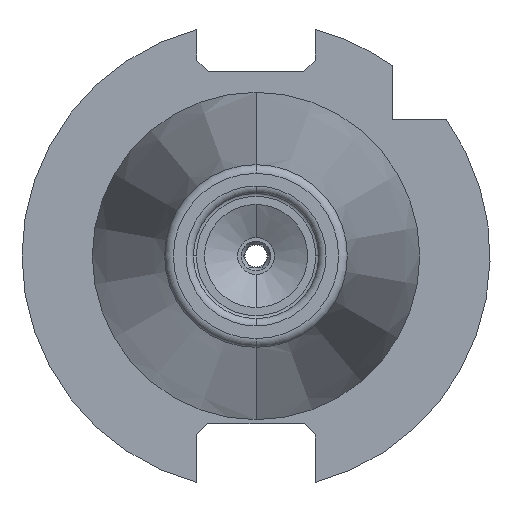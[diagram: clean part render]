
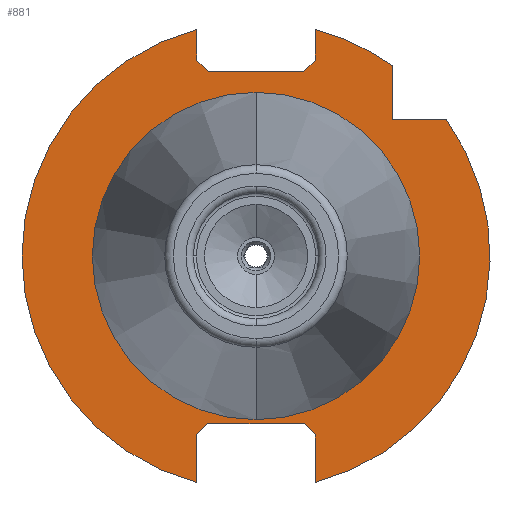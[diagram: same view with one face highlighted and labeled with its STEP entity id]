
A CAD part, left-side view. The second image highlights one B-rep face of the part: STEP entity #881.
In plain terms, the highlighted planar face has unit normal (-1, 0, 0).
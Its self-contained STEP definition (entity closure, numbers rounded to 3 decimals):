
#172 = AXIS2_PLACEMENT_3D ( 'NONE', #3805, #3810, #3811 ) ;
#296 = CARTESIAN_POINT ( 'NONE',  ( 71.6, -8.05, 30.738 ) ) ;
#299 = CARTESIAN_POINT ( 'NONE',  ( 71.6, -6.55, -22.8 ) ) ;
#302 = CARTESIAN_POINT ( 'NONE',  ( 71.6, -8.05, -30.738 ) ) ;
#303 = CARTESIAN_POINT ( 'NONE',  ( 71.6, 8.05, -30.738 ) ) ;
#320 = CARTESIAN_POINT ( 'NONE',  ( 71.6, 8.05, 30.738 ) ) ;
#340 = CARTESIAN_POINT ( 'NONE',  ( 71.6, -25.834, 18.5 ) ) ;
#444 = CARTESIAN_POINT ( 'NONE',  ( 71.6, 0., 0. ) ) ;
#445 = DIRECTION ( 'NONE',  ( -1., 0., 0. ) ) ;
#446 = DIRECTION ( 'NONE',  ( 0., 0., 1. ) ) ;
#587 = CARTESIAN_POINT ( 'NONE',  ( 71.6, 0., 0. ) ) ;
#588 = DIRECTION ( 'NONE',  ( -1., 0., 0. ) ) ;
#589 = DIRECTION ( 'NONE',  ( 0., 0., 1. ) ) ;
#692 = CARTESIAN_POINT ( 'NONE',  ( 71.6, 0., 0. ) ) ;
#693 = DIRECTION ( 'NONE',  ( -1., 0., 0. ) ) ;
#694 = DIRECTION ( 'NONE',  ( 0., 0., 1. ) ) ;
#881 = ADVANCED_FACE ( 'NONE', ( #1547, #1554 ), #3808, .F. ) ;
#1040 = EDGE_CURVE ( 'NONE', #1207, #2173, #2682, .T. ) ;
#1042 = EDGE_CURVE ( 'NONE', #1332, #1350, #2684, .T. ) ;
#1043 = EDGE_CURVE ( 'NONE', #2177, #1209, #2683, .T. ) ;
#1044 = EDGE_CURVE ( 'NONE', #1209, #2180, #2687, .T. ) ;
#1045 = EDGE_CURVE ( 'NONE', #2218, #1203, #2689, .T. ) ;
#1046 = EDGE_CURVE ( 'NONE', #1203, #1207, #2691, .T. ) ;
#1047 = EDGE_CURVE ( 'NONE', #2173, #1201, #2693, .T. ) ;
#1048 = EDGE_CURVE ( 'NONE', #1201, #1206, #2695, .T. ) ;
#1049 = EDGE_CURVE ( 'NONE', #1206, #1205, #2697, .T. ) ;
#1050 = EDGE_CURVE ( 'NONE', #1205, #1204, #2699, .T. ) ;
#1051 = EDGE_CURVE ( 'NONE', #1204, #2198, #2701, .T. ) ;
#1052 = EDGE_CURVE ( 'NONE', #2181, #1208, #2703, .T. ) ;
#1053 = EDGE_CURVE ( 'NONE', #1208, #1202, #2705, .T. ) ;
#1054 = EDGE_CURVE ( 'NONE', #1202, #2177, #2707, .T. ) ;
#1148 = EDGE_LOOP ( 'NONE', ( #1885, #1886, #1887, #1888, #1889, #1890, #1891, #1892, #1893, #1894, #1895, #1896, #1897, #1898, #1899 ) ) ;
#1200 = EDGE_LOOP ( 'NONE', ( #1883, #1884 ) ) ;
#1201 = VERTEX_POINT ( 'NONE', #3355 ) ;
#1202 = VERTEX_POINT ( 'NONE', #3354 ) ;
#1203 = VERTEX_POINT ( 'NONE', #3356 ) ;
#1204 = VERTEX_POINT ( 'NONE', #3339 ) ;
#1205 = VERTEX_POINT ( 'NONE', #3357 ) ;
#1206 = VERTEX_POINT ( 'NONE', #3338 ) ;
#1207 = VERTEX_POINT ( 'NONE', #3358 ) ;
#1208 = VERTEX_POINT ( 'NONE', #3352 ) ;
#1209 = VERTEX_POINT ( 'NONE', #3359 ) ;
#1332 = VERTEX_POINT ( 'NONE', #3428 ) ;
#1350 = VERTEX_POINT ( 'NONE', #3446 ) ;
#1547 = FACE_BOUND ( 'NONE', #1200, .T. ) ;
#1554 = FACE_OUTER_BOUND ( 'NONE', #1148, .T. ) ;
#1883 = ORIENTED_EDGE ( 'NONE', *, *, #2482, .F. ) ;
#1884 = ORIENTED_EDGE ( 'NONE', *, *, #1042, .F. ) ;
#1885 = ORIENTED_EDGE ( 'NONE', *, *, #1043, .T. ) ;
#1886 = ORIENTED_EDGE ( 'NONE', *, *, #1044, .T. ) ;
#1887 = ORIENTED_EDGE ( 'NONE', *, *, #2528, .T. ) ;
#1888 = ORIENTED_EDGE ( 'NONE', *, *, #1045, .T. ) ;
#1889 = ORIENTED_EDGE ( 'NONE', *, *, #1046, .T. ) ;
#1890 = ORIENTED_EDGE ( 'NONE', *, *, #1040, .T. ) ;
#1891 = ORIENTED_EDGE ( 'NONE', *, *, #1047, .T. ) ;
#1892 = ORIENTED_EDGE ( 'NONE', *, *, #1048, .T. ) ;
#1893 = ORIENTED_EDGE ( 'NONE', *, *, #1049, .T. ) ;
#1894 = ORIENTED_EDGE ( 'NONE', *, *, #1050, .T. ) ;
#1895 = ORIENTED_EDGE ( 'NONE', *, *, #1051, .T. ) ;
#1896 = ORIENTED_EDGE ( 'NONE', *, *, #2557, .T. ) ;
#1897 = ORIENTED_EDGE ( 'NONE', *, *, #1052, .T. ) ;
#1898 = ORIENTED_EDGE ( 'NONE', *, *, #1053, .T. ) ;
#1899 = ORIENTED_EDGE ( 'NONE', *, *, #1054, .T. ) ;
#2173 = VERTEX_POINT ( 'NONE', #296 ) ;
#2177 = VERTEX_POINT ( 'NONE', #299 ) ;
#2180 = VERTEX_POINT ( 'NONE', #302 ) ;
#2181 = VERTEX_POINT ( 'NONE', #303 ) ;
#2198 = VERTEX_POINT ( 'NONE', #320 ) ;
#2218 = VERTEX_POINT ( 'NONE', #340 ) ;
#2482 = EDGE_CURVE ( 'NONE', #1350, #1332, #2859, .T. ) ;
#2528 = EDGE_CURVE ( 'NONE', #2180, #2218, #2909, .T. ) ;
#2557 = EDGE_CURVE ( 'NONE', #2198, #2181, #2941, .T. ) ;
#2682 = CIRCLE ( 'NONE', #3966, 31.775 ) ;
#2683 = LINE ( 'NONE', #3271, #2688 ) ;
#2684 = CIRCLE ( 'NONE', #3967, 22.225 ) ;
#2687 = LINE ( 'NONE', #3275, #2690 ) ;
#2688 = VECTOR ( 'NONE', #3266, 1000. ) ;
#2689 = LINE ( 'NONE', #3277, #2692 ) ;
#2690 = VECTOR ( 'NONE', #3276, 1000. ) ;
#2691 = LINE ( 'NONE', #3279, #2694 ) ;
#2692 = VECTOR ( 'NONE', #3278, 1000. ) ;
#2693 = LINE ( 'NONE', #3281, #2696 ) ;
#2694 = VECTOR ( 'NONE', #3280, 1000. ) ;
#2695 = LINE ( 'NONE', #3283, #2698 ) ;
#2696 = VECTOR ( 'NONE', #3282, 1000. ) ;
#2697 = LINE ( 'NONE', #3285, #2700 ) ;
#2698 = VECTOR ( 'NONE', #3284, 1000. ) ;
#2699 = LINE ( 'NONE', #3287, #2702 ) ;
#2700 = VECTOR ( 'NONE', #3286, 1000. ) ;
#2701 = LINE ( 'NONE', #3289, #2704 ) ;
#2702 = VECTOR ( 'NONE', #3288, 1000. ) ;
#2703 = LINE ( 'NONE', #3291, #2706 ) ;
#2704 = VECTOR ( 'NONE', #3290, 1000. ) ;
#2705 = LINE ( 'NONE', #3293, #2708 ) ;
#2706 = VECTOR ( 'NONE', #3292, 1000. ) ;
#2707 = LINE ( 'NONE', #3295, #2710 ) ;
#2708 = VECTOR ( 'NONE', #3294, 1000. ) ;
#2710 = VECTOR ( 'NONE', #3296, 1000. ) ;
#2859 = CIRCLE ( 'NONE', #4030, 22.225 ) ;
#2909 = CIRCLE ( 'NONE', #4052, 31.775 ) ;
#2941 = CIRCLE ( 'NONE', #4062, 31.775 ) ;
#3266 = DIRECTION ( 'NONE',  ( 0., -0.707, -0.707 ) ) ;
#3268 = CARTESIAN_POINT ( 'NONE',  ( 71.6, 0., 0. ) ) ;
#3269 = DIRECTION ( 'NONE',  ( -1., 0., 0. ) ) ;
#3270 = DIRECTION ( 'NONE',  ( 0., 0., 1. ) ) ;
#3271 = CARTESIAN_POINT ( 'NONE',  ( 71.6, 19.238, 2.987 ) ) ;
#3272 = CARTESIAN_POINT ( 'NONE',  ( 71.6, 0., 0. ) ) ;
#3273 = DIRECTION ( 'NONE',  ( -1., 0., 0. ) ) ;
#3274 = DIRECTION ( 'NONE',  ( 0., 0., 1. ) ) ;
#3275 = CARTESIAN_POINT ( 'NONE',  ( 71.6, -8.05, 0. ) ) ;
#3276 = DIRECTION ( 'NONE',  ( 0., 0., -1. ) ) ;
#3277 = CARTESIAN_POINT ( 'NONE',  ( 71.6, 22.225, 18.5 ) ) ;
#3278 = DIRECTION ( 'NONE',  ( 0., 1., 0. ) ) ;
#3279 = CARTESIAN_POINT ( 'NONE',  ( 71.6, -18.5, 0. ) ) ;
#3280 = DIRECTION ( 'NONE',  ( 0., 0., 1. ) ) ;
#3281 = CARTESIAN_POINT ( 'NONE',  ( 71.6, -8.05, 0. ) ) ;
#3282 = DIRECTION ( 'NONE',  ( 0., 0., -1. ) ) ;
#3283 = CARTESIAN_POINT ( 'NONE',  ( 71.6, 20.388, -1.837 ) ) ;
#3284 = DIRECTION ( 'NONE',  ( 0., 0.707, -0.707 ) ) ;
#3285 = CARTESIAN_POINT ( 'NONE',  ( 71.6, 22.225, 25. ) ) ;
#3286 = DIRECTION ( 'NONE',  ( 0., 1., 0. ) ) ;
#3287 = CARTESIAN_POINT ( 'NONE',  ( 71.6, 1.838, 20.388 ) ) ;
#3288 = DIRECTION ( 'NONE',  ( 0., 0.707, 0.707 ) ) ;
#3289 = CARTESIAN_POINT ( 'NONE',  ( 71.6, 8.05, 0. ) ) ;
#3290 = DIRECTION ( 'NONE',  ( 0., 0., 1. ) ) ;
#3291 = CARTESIAN_POINT ( 'NONE',  ( 71.6, 8.05, 0. ) ) ;
#3292 = DIRECTION ( 'NONE',  ( 0., 0., 1. ) ) ;
#3293 = CARTESIAN_POINT ( 'NONE',  ( 71.6, 2.988, -19.238 ) ) ;
#3294 = DIRECTION ( 'NONE',  ( 0., -0.707, 0.707 ) ) ;
#3295 = CARTESIAN_POINT ( 'NONE',  ( 71.6, 22.225, -22.8 ) ) ;
#3296 = DIRECTION ( 'NONE',  ( 0., -1., 0. ) ) ;
#3338 = CARTESIAN_POINT ( 'NONE',  ( 71.6, -6.45, 25. ) ) ;
#3339 = CARTESIAN_POINT ( 'NONE',  ( 71.6, 8.05, 26.6 ) ) ;
#3352 = CARTESIAN_POINT ( 'NONE',  ( 71.6, 8.05, -24.3 ) ) ;
#3354 = CARTESIAN_POINT ( 'NONE',  ( 71.6, 6.55, -22.8 ) ) ;
#3355 = CARTESIAN_POINT ( 'NONE',  ( 71.6, -8.05, 26.6 ) ) ;
#3356 = CARTESIAN_POINT ( 'NONE',  ( 71.6, -18.5, 18.5 ) ) ;
#3357 = CARTESIAN_POINT ( 'NONE',  ( 71.6, 6.45, 25. ) ) ;
#3358 = CARTESIAN_POINT ( 'NONE',  ( 71.6, -18.5, 25.834 ) ) ;
#3359 = CARTESIAN_POINT ( 'NONE',  ( 71.6, -8.05, -24.3 ) ) ;
#3428 = CARTESIAN_POINT ( 'NONE',  ( 71.6, 0., -22.225 ) ) ;
#3446 = CARTESIAN_POINT ( 'NONE',  ( 71.6, 0., 22.225 ) ) ;
#3805 = CARTESIAN_POINT ( 'NONE',  ( 71.6, 22.225, 0. ) ) ;
#3808 = PLANE ( 'NONE',  #172 ) ;
#3810 = DIRECTION ( 'NONE',  ( 1., 0., 0. ) ) ;
#3811 = DIRECTION ( 'NONE',  ( 0., 0., -1. ) ) ;
#3966 = AXIS2_PLACEMENT_3D ( 'NONE', #3268, #3269, #3270 ) ;
#3967 = AXIS2_PLACEMENT_3D ( 'NONE', #3272, #3273, #3274 ) ;
#4030 = AXIS2_PLACEMENT_3D ( 'NONE', #444, #445, #446 ) ;
#4052 = AXIS2_PLACEMENT_3D ( 'NONE', #587, #588, #589 ) ;
#4062 = AXIS2_PLACEMENT_3D ( 'NONE', #692, #693, #694 ) ;
